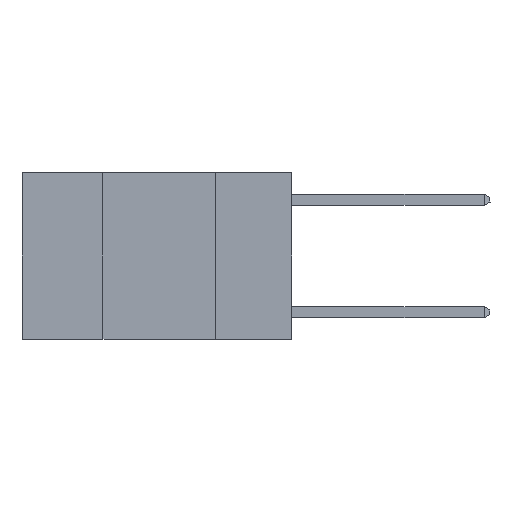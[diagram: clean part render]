
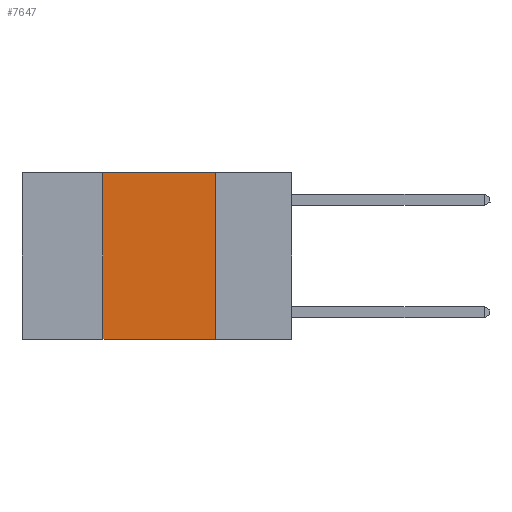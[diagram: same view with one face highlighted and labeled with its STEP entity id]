
A CAD part, left-side view. The second image highlights one B-rep face of the part: STEP entity #7647.
In plain terms, the highlighted planar face has unit normal (-1, 0, 0).
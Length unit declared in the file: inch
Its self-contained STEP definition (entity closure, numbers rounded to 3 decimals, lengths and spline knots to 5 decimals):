
#161 = CARTESIAN_POINT ( 'NONE',  ( 0., 0.6, 0. ) ) ;
#281 = EDGE_CURVE ( 'NONE', #13896, #4768, #3813, .T. ) ;
#1245 = FACE_OUTER_BOUND ( 'NONE', #8116, .T. ) ;
#1342 = DIRECTION ( 'NONE',  ( 1., 0., 0. ) ) ;
#1949 = CARTESIAN_POINT ( 'NONE',  ( 0., 0.17, -0.37 ) ) ;
#2479 = LINE ( 'NONE', #10878, #8427 ) ;
#2557 = LINE ( 'NONE', #10830, #8498 ) ;
#2608 = VECTOR ( 'NONE', #6733, 39.37008 ) ;
#2760 = EDGE_CURVE ( 'NONE', #6278, #13765, #2557, .T. ) ;
#3424 = VECTOR ( 'NONE', #6268, 39.37008 ) ;
#3813 = LINE ( 'NONE', #14490, #3424 ) ;
#4768 = VERTEX_POINT ( 'NONE', #1949 ) ;
#5103 = EDGE_CURVE ( 'NONE', #13765, #4768, #2479, .T. ) ;
#5573 = AXIS2_PLACEMENT_3D ( 'NONE', #161, #1342, #9664 ) ;
#5791 = ORIENTED_EDGE ( 'NONE', *, *, #5103, .F. ) ;
#6159 = ORIENTED_EDGE ( 'NONE', *, *, #2760, .F. ) ;
#6268 = DIRECTION ( 'NONE',  ( 0., -1., 0. ) ) ;
#6278 = VERTEX_POINT ( 'NONE', #11727 ) ;
#6733 = DIRECTION ( 'NONE',  ( 0., 0., 1. ) ) ;
#7290 = PLANE ( 'NONE',  #5573 ) ;
#7424 = ORIENTED_EDGE ( 'NONE', *, *, #12533, .F. ) ;
#7647 = ADVANCED_FACE ( 'NONE', ( #1245 ), #7290, .F. ) ;
#8116 = EDGE_LOOP ( 'NONE', ( #5791, #6159, #7424, #8157 ) ) ;
#8157 = ORIENTED_EDGE ( 'NONE', *, *, #281, .T. ) ;
#8427 = VECTOR ( 'NONE', #9676, 39.37008 ) ;
#8498 = VECTOR ( 'NONE', #14330, 39.37008 ) ;
#8559 = LINE ( 'NONE', #13781, #2608 ) ;
#9664 = DIRECTION ( 'NONE',  ( 0., 0., -1. ) ) ;
#9676 = DIRECTION ( 'NONE',  ( 0., 0., -1. ) ) ;
#10830 = CARTESIAN_POINT ( 'NONE',  ( 0., 0.6, 0. ) ) ;
#10878 = CARTESIAN_POINT ( 'NONE',  ( 0., 0.17, 0. ) ) ;
#11727 = CARTESIAN_POINT ( 'NONE',  ( 0., 0.42, 0. ) ) ;
#11806 = CARTESIAN_POINT ( 'NONE',  ( 0., 0.42, -0.37 ) ) ;
#12533 = EDGE_CURVE ( 'NONE', #13896, #6278, #8559, .T. ) ;
#13765 = VERTEX_POINT ( 'NONE', #14817 ) ;
#13781 = CARTESIAN_POINT ( 'NONE',  ( 0., 0.42, 0. ) ) ;
#13896 = VERTEX_POINT ( 'NONE', #11806 ) ;
#14330 = DIRECTION ( 'NONE',  ( 0., -1., 0. ) ) ;
#14490 = CARTESIAN_POINT ( 'NONE',  ( 0., 0.6, -0.37 ) ) ;
#14817 = CARTESIAN_POINT ( 'NONE',  ( 0., 0.17, 0. ) ) ;
